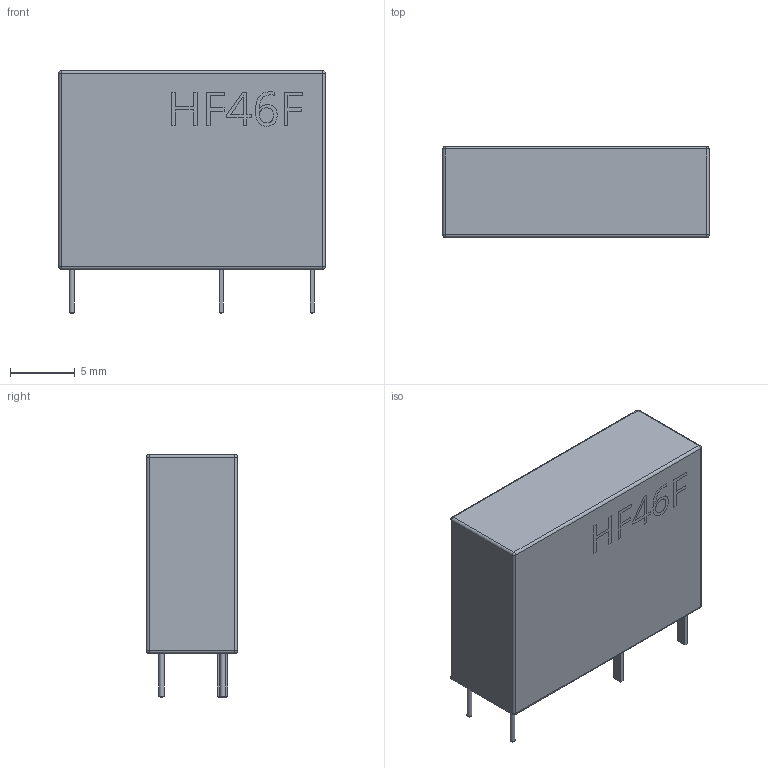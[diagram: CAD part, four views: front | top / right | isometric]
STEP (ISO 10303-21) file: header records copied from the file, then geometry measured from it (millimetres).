
FILE_DESCRIPTION(/* description */ ('STEP AP242','CAx-IF Rec.Pracs.---Representation and Presentation of Product Manufacturing Information (PMI)---4.0---2014-10-13','CAx-IF Rec.Pracs.---3D Tessellated Geometry---0.4---2014-09-14','2;1'),/* implementation_level */ '2;1');
FILE_NAME(/* name */ '63d0082bd5e4b6678b04b3b0',/* time_stamp */ '2023-01-24T16:32:44+00:00',/* author */ (''),/* organization */ (''),/* preprocessor_version */ 'ST-DEVELOPER v18.102',/* originating_system */ ' ',/* authorisation */ ' ');
FILE_SCHEMA (('AP242_MANAGED_MODEL_BASED_3D_ENGINEERING_MIM_LF { 1 0 10303 442 1 1 4 }'));
Length unit declared in the file: metre
Products named in the file (10): pin; pin-switch; body; letter
Bounding box: 20.5 x 7 x 18.7 mm (x, y, z)
Volume: 2196.5 mm3; surface area: 1166.1 mm2
Topology: 10 solids, 10 shells, 219 faces, 550 edges, 350 vertices
Faces by surface type: plane 145, bspline 50, cylinder 14, sphere 8, cone 2
Full cylindrical faces by diameter (mm): 0.4 x2
Entity records: 6772 total; most frequent: CARTESIAN_POINT 1667, ORIENTED_EDGE 1076, DIRECTION 826, EDGE_CURVE 538, LINE 408, VECTOR 408, VERTEX_POINT 350, EDGE_LOOP 234
